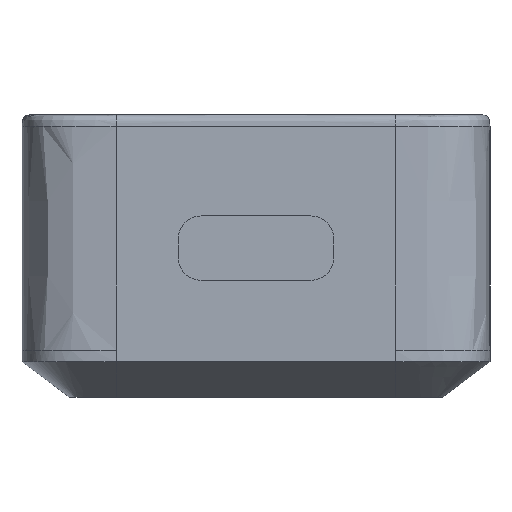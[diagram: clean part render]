
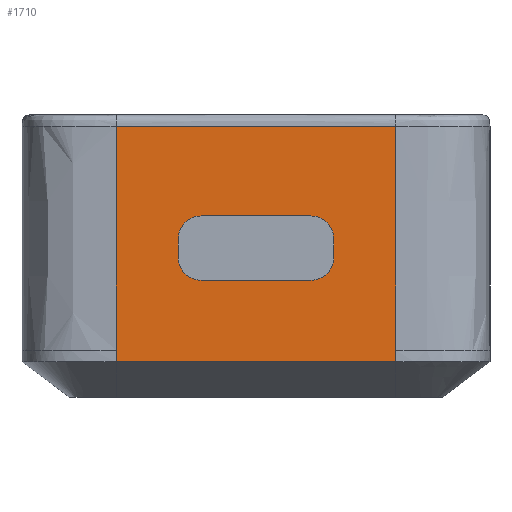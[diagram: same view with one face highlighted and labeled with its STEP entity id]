
A CAD part, left-side view. The second image highlights one B-rep face of the part: STEP entity #1710.
In plain terms, the highlighted planar face has unit normal (-1, 0, 0).
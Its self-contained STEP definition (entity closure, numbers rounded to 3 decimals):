
#24=FACE_BOUND('',#385,.T.);
#94=CIRCLE('',#1860,1.45);
#95=CIRCLE('',#1861,1.45);
#96=CIRCLE('',#1862,1.45);
#97=CIRCLE('',#1863,1.45);
#162=B_SPLINE_CURVE_WITH_KNOTS('',3,(#4186,#4187,#4188,#4189),
 .UNSPECIFIED.,.F.,.F.,(4,4),(-0.555,0.87),.UNSPECIFIED.);
#163=B_SPLINE_CURVE_WITH_KNOTS('',3,(#4191,#4192,#4193,#4194),
 .UNSPECIFIED.,.F.,.F.,(4,4),(-13.594,-11.814),
 .UNSPECIFIED.);
#164=B_SPLINE_CURVE_WITH_KNOTS('',3,(#4195,#4196,#4197,#4198),
 .UNSPECIFIED.,.F.,.F.,(4,4),(-0.87,0.555),.UNSPECIFIED.);
#272=FACE_OUTER_BOUND('',#384,.T.);
#384=EDGE_LOOP('',(#1363,#1364,#1365,#1366,#1367,#1368));
#385=EDGE_LOOP('',(#1369,#1370,#1371,#1372,#1373,#1374,#1375,#1376));
#513=LINE('',#3448,#639);
#522=LINE('',#4165,#648);
#523=LINE('',#4184,#649);
#524=LINE('',#4201,#650);
#525=LINE('',#4205,#651);
#526=LINE('',#4209,#652);
#527=LINE('',#4213,#653);
#639=VECTOR('',#2154,10.);
#648=VECTOR('',#2169,10.);
#649=VECTOR('',#2172,10.);
#650=VECTOR('',#2173,10.);
#651=VECTOR('',#2176,10.);
#652=VECTOR('',#2179,10.);
#653=VECTOR('',#2182,10.);
#788=VERTEX_POINT('',#3402);
#791=VERTEX_POINT('',#3446);
#800=VERTEX_POINT('',#4164);
#801=VERTEX_POINT('',#4183);
#802=VERTEX_POINT('',#4185);
#803=VERTEX_POINT('',#4190);
#804=VERTEX_POINT('',#4199);
#805=VERTEX_POINT('',#4200);
#806=VERTEX_POINT('',#4202);
#807=VERTEX_POINT('',#4204);
#808=VERTEX_POINT('',#4206);
#809=VERTEX_POINT('',#4208);
#810=VERTEX_POINT('',#4210);
#811=VERTEX_POINT('',#4212);
#990=EDGE_CURVE('',#788,#791,#513,.T.);
#1005=EDGE_CURVE('',#800,#791,#522,.T.);
#1007=EDGE_CURVE('',#801,#788,#523,.T.);
#1008=EDGE_CURVE('',#802,#801,#162,.T.);
#1009=EDGE_CURVE('',#803,#802,#163,.T.);
#1010=EDGE_CURVE('',#800,#803,#164,.T.);
#1011=EDGE_CURVE('',#804,#805,#524,.T.);
#1012=EDGE_CURVE('',#805,#806,#94,.T.);
#1013=EDGE_CURVE('',#806,#807,#525,.T.);
#1014=EDGE_CURVE('',#807,#808,#95,.T.);
#1015=EDGE_CURVE('',#808,#809,#526,.T.);
#1016=EDGE_CURVE('',#809,#810,#96,.T.);
#1017=EDGE_CURVE('',#810,#811,#527,.T.);
#1018=EDGE_CURVE('',#811,#804,#97,.T.);
#1363=ORIENTED_EDGE('',*,*,#990,.F.);
#1364=ORIENTED_EDGE('',*,*,#1007,.F.);
#1365=ORIENTED_EDGE('',*,*,#1008,.F.);
#1366=ORIENTED_EDGE('',*,*,#1009,.F.);
#1367=ORIENTED_EDGE('',*,*,#1010,.F.);
#1368=ORIENTED_EDGE('',*,*,#1005,.T.);
#1369=ORIENTED_EDGE('',*,*,#1011,.T.);
#1370=ORIENTED_EDGE('',*,*,#1012,.T.);
#1371=ORIENTED_EDGE('',*,*,#1013,.T.);
#1372=ORIENTED_EDGE('',*,*,#1014,.T.);
#1373=ORIENTED_EDGE('',*,*,#1015,.T.);
#1374=ORIENTED_EDGE('',*,*,#1016,.T.);
#1375=ORIENTED_EDGE('',*,*,#1017,.T.);
#1376=ORIENTED_EDGE('',*,*,#1018,.T.);
#1638=PLANE('',#1859);
#1710=ADVANCED_FACE('',(#272,#24),#1638,.T.);
#1859=AXIS2_PLACEMENT_3D('',#4182,#2170,#2171);
#1860=AXIS2_PLACEMENT_3D('',#4203,#2174,#2175);
#1861=AXIS2_PLACEMENT_3D('',#4207,#2177,#2178);
#1862=AXIS2_PLACEMENT_3D('',#4211,#2180,#2181);
#1863=AXIS2_PLACEMENT_3D('',#4214,#2183,#2184);
#2154=DIRECTION('',(0.,1.,0.));
#2169=DIRECTION('',(0.,0.,-1.));
#2170=DIRECTION('center_axis',(-1.,0.,0.));
#2171=DIRECTION('ref_axis',(0.,-1.,0.));
#2172=DIRECTION('',(0.,0.,-1.));
#2173=DIRECTION('',(0.,0.,1.));
#2174=DIRECTION('center_axis',(1.,0.,0.));
#2175=DIRECTION('ref_axis',(0.,0.,1.));
#2176=DIRECTION('',(0.,-1.,0.));
#2177=DIRECTION('center_axis',(1.,0.,0.));
#2178=DIRECTION('ref_axis',(0.,-1.,0.));
#2179=DIRECTION('',(0.,0.,-1.));
#2180=DIRECTION('center_axis',(1.,0.,0.));
#2181=DIRECTION('ref_axis',(0.,0.,-1.));
#2182=DIRECTION('',(0.,1.,0.));
#2183=DIRECTION('center_axis',(1.,0.,0.));
#2184=DIRECTION('ref_axis',(0.,1.,0.));
#3402=CARTESIAN_POINT('',(-33.3,-18.35,-9.439));
#3446=CARTESIAN_POINT('',(-33.3,-0.55,-9.439));
#3448=CARTESIAN_POINT('',(-33.3,-2.,-9.439));
#4164=CARTESIAN_POINT('',(-33.3,-0.55,-8.7));
#4165=CARTESIAN_POINT('',(-33.3,-0.55,-8.7));
#4182=CARTESIAN_POINT('Origin',(-33.3,5.45,0.));
#4183=CARTESIAN_POINT('',(-33.3,-18.35,-8.7));
#4184=CARTESIAN_POINT('',(-33.3,-18.35,-8.7));
#4185=CARTESIAN_POINT('',(-33.3,-18.35,5.55));
#4186=CARTESIAN_POINT('Ctrl Pts',(-33.3,-18.35,5.55));
#4187=CARTESIAN_POINT('Ctrl Pts',(-33.3,-18.35,0.8));
#4188=CARTESIAN_POINT('Ctrl Pts',(-33.3,-18.35,-3.95));
#4189=CARTESIAN_POINT('Ctrl Pts',(-33.3,-18.35,-8.7));
#4190=CARTESIAN_POINT('',(-33.3,-0.55,5.55));
#4191=CARTESIAN_POINT('Ctrl Pts',(-33.3,-0.55,5.55));
#4192=CARTESIAN_POINT('Ctrl Pts',(-33.3,-6.484,5.55));
#4193=CARTESIAN_POINT('Ctrl Pts',(-33.3,-12.416,5.55));
#4194=CARTESIAN_POINT('Ctrl Pts',(-33.3,-18.35,5.55));
#4195=CARTESIAN_POINT('Ctrl Pts',(-33.3,-0.55,-8.7));
#4196=CARTESIAN_POINT('Ctrl Pts',(-33.3,-0.55,-3.95));
#4197=CARTESIAN_POINT('Ctrl Pts',(-33.3,-0.55,0.8));
#4198=CARTESIAN_POINT('Ctrl Pts',(-33.3,-0.55,5.55));
#4199=CARTESIAN_POINT('',(-33.3,-4.5,-2.8));
#4200=CARTESIAN_POINT('',(-33.3,-4.5,-1.6));
#4201=CARTESIAN_POINT('',(-33.3,-4.5,-1.4));
#4202=CARTESIAN_POINT('',(-33.3,-5.95,-0.15));
#4203=CARTESIAN_POINT('Origin',(-33.3,-5.95,-1.6));
#4204=CARTESIAN_POINT('',(-33.3,-12.95,-0.15));
#4205=CARTESIAN_POINT('',(-33.3,-0.25,-0.15));
#4206=CARTESIAN_POINT('',(-33.3,-14.4,-1.6));
#4207=CARTESIAN_POINT('Origin',(-33.3,-12.95,-1.6));
#4208=CARTESIAN_POINT('',(-33.3,-14.4,-2.8));
#4209=CARTESIAN_POINT('',(-33.3,-14.4,-0.8));
#4210=CARTESIAN_POINT('',(-33.3,-12.95,-4.25));
#4211=CARTESIAN_POINT('Origin',(-33.3,-12.95,-2.8));
#4212=CARTESIAN_POINT('',(-33.3,-5.95,-4.25));
#4213=CARTESIAN_POINT('',(-33.3,-3.75,-4.25));
#4214=CARTESIAN_POINT('Origin',(-33.3,-5.95,-2.8));
